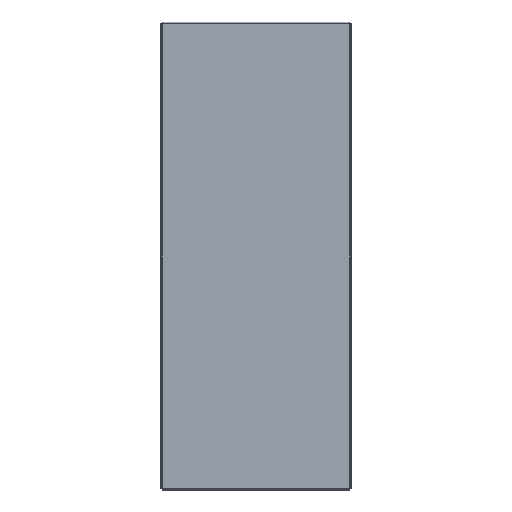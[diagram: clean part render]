
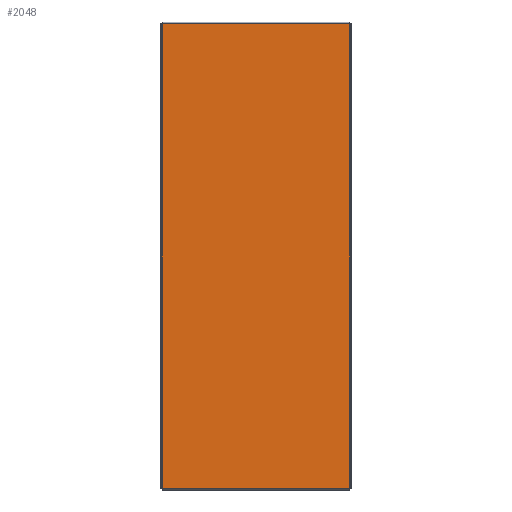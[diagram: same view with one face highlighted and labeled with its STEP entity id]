
A CAD part, front view. The second image highlights one B-rep face of the part: STEP entity #2048.
In plain terms, the highlighted planar face has unit normal (0, -1, 0).
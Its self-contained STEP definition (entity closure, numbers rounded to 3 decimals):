
#1 = CARTESIAN_POINT ( 'NONE',  ( 119.8, -1.2, 297. ) ) ;
#176 = CARTESIAN_POINT ( 'NONE',  ( 119.8, -1.2, 296.8 ) ) ;
#258 = ORIENTED_EDGE ( 'NONE', *, *, #1151, .F. ) ;
#574 = VECTOR ( 'NONE', #1840, 1000. ) ;
#606 = VECTOR ( 'NONE', #2384, 1000. ) ;
#722 = FACE_OUTER_BOUND ( 'NONE', #2198, .T. ) ;
#767 = DIRECTION ( 'NONE',  ( 0., 1., 0. ) ) ;
#955 = LINE ( 'NONE', #3509, #606 ) ;
#1120 = CARTESIAN_POINT ( 'NONE',  ( -119.8, -1.2, 296.8 ) ) ;
#1151 = EDGE_CURVE ( 'NONE', #1326, #1486, #955, .T. ) ;
#1249 = EDGE_CURVE ( 'NONE', #2374, #1486, #3402, .T. ) ;
#1326 = VERTEX_POINT ( 'NONE', #2742 ) ;
#1486 = VERTEX_POINT ( 'NONE', #1120 ) ;
#1570 = CARTESIAN_POINT ( 'NONE',  ( 119.8, -1.2, -296.8 ) ) ;
#1782 = DIRECTION ( 'NONE',  ( 1., 0., 0. ) ) ;
#1840 = DIRECTION ( 'NONE',  ( -1., 0., 0. ) ) ;
#1990 = ORIENTED_EDGE ( 'NONE', *, *, #3467, .T. ) ;
#2011 = ORIENTED_EDGE ( 'NONE', *, *, #1249, .T. ) ;
#2013 = LINE ( 'NONE', #1, #3211 ) ;
#2048 = ADVANCED_FACE ( 'NONE', ( #722 ), #2732, .F. ) ;
#2142 = EDGE_CURVE ( 'NONE', #2374, #3130, #2013, .T. ) ;
#2198 = EDGE_LOOP ( 'NONE', ( #1990, #3182, #2011, #258 ) ) ;
#2374 = VERTEX_POINT ( 'NONE', #3518 ) ;
#2384 = DIRECTION ( 'NONE',  ( 0., 0., 1. ) ) ;
#2473 = VECTOR ( 'NONE', #1782, 1000. ) ;
#2676 = CARTESIAN_POINT ( 'NONE',  ( -119.8, -1.2, -296.8 ) ) ;
#2732 = PLANE ( 'NONE',  #3559 ) ;
#2742 = CARTESIAN_POINT ( 'NONE',  ( -119.8, -1.2, -296.8 ) ) ;
#3016 = CARTESIAN_POINT ( 'NONE',  ( 0., -1.2, 0. ) ) ;
#3074 = DIRECTION ( 'NONE',  ( 0., 0., -1. ) ) ;
#3130 = VERTEX_POINT ( 'NONE', #1570 ) ;
#3182 = ORIENTED_EDGE ( 'NONE', *, *, #2142, .F. ) ;
#3211 = VECTOR ( 'NONE', #3074, 1000. ) ;
#3302 = DIRECTION ( 'NONE',  ( 0., 0., 1. ) ) ;
#3402 = LINE ( 'NONE', #176, #574 ) ;
#3456 = LINE ( 'NONE', #2676, #2473 ) ;
#3467 = EDGE_CURVE ( 'NONE', #1326, #3130, #3456, .T. ) ;
#3509 = CARTESIAN_POINT ( 'NONE',  ( -119.8, -1.2, -297. ) ) ;
#3518 = CARTESIAN_POINT ( 'NONE',  ( 119.8, -1.2, 296.8 ) ) ;
#3559 = AXIS2_PLACEMENT_3D ( 'NONE', #3016, #767, #3302 ) ;
